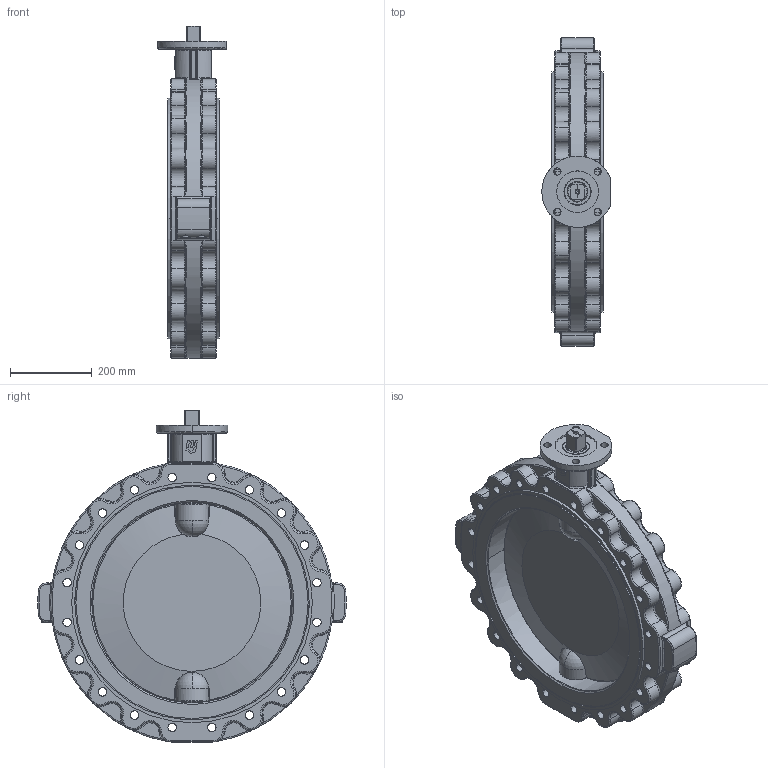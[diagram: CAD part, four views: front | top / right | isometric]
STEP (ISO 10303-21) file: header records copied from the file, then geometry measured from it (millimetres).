
FILE_DESCRIPTION(('HOOPS Exchange Step'),'2;1');
FILE_NAME('AK10_DN500_PN10_jis10k_oH.stp','2025-10-06T09:45:53+02:00',('nieru'),('Unknown organisation'),'HOOPS Exchange 2024.2','HOOPS Exchange','Unknown authorisation');
FILE_SCHEMA( ('AP203_CONFIGURATION_CONTROLLED_3D_DESIGN_OF_MECHANICAL_PARTS_AND_ASSEMBLIES_MIM_LF') );
Length unit declared in the file: millimetre
Products named in the file (2): 0; root
Assembly tree (1 placements, depth 2):
  root
    0
Bounding box: 167.5 x 755.78 x 814.09 mm (x, y, z)
Volume: 26538676.4 mm3; surface area: 1832438.9 mm2
Topology: 1 solids, 1 shells, 1359 faces, 3663 edges, 2189 vertices
Faces by surface type: torus 406, bspline 346, cylinder 303, plane 248, cone 32, sphere 24
Entity records: 137634 total; most frequent: CARTESIAN_POINT 109021, ORIENTED_EDGE 7050, DIRECTION 4303, EDGE_CURVE 3525, VERTEX_POINT 2193, B_SPLINE_CURVE_WITH_KNOTS 2031, AXIS2_PLACEMENT_3D 1860, EDGE_LOOP 1444
